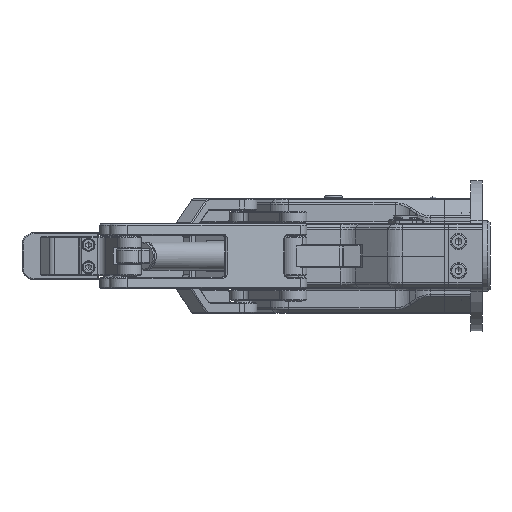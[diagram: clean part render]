
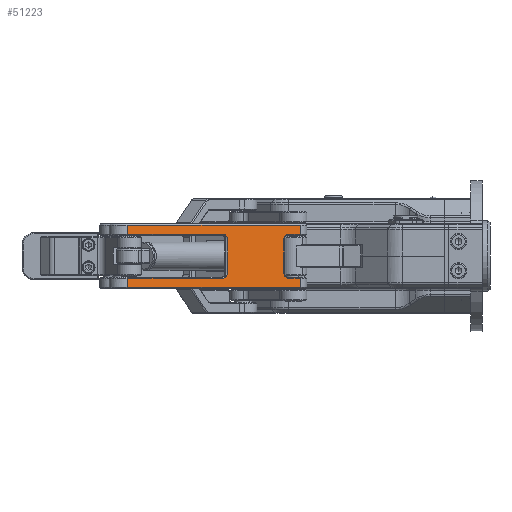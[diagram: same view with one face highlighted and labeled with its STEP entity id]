
A CAD part, left-side view. The second image highlights one B-rep face of the part: STEP entity #51223.
In plain terms, the highlighted face is planar.
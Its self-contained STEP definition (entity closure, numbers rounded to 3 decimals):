
#464 = DIRECTION ( 'NONE',  ( 0., 1., 0. ) ) ;
#1096 = LINE ( 'NONE', #86289, #73704 ) ;
#1405 = DIRECTION ( 'NONE',  ( -1., 0., 0. ) ) ;
#1562 = CARTESIAN_POINT ( 'NONE',  ( -6., 37.5, 28.6 ) ) ;
#1995 = AXIS2_PLACEMENT_3D ( 'NONE', #23277, #80037, #59551 ) ;
#2533 = LINE ( 'NONE', #65788, #84911 ) ;
#3625 = VECTOR ( 'NONE', #16925, 1000. ) ;
#4714 = CARTESIAN_POINT ( 'NONE',  ( -6., 88.899, 4.5 ) ) ;
#5447 = ORIENTED_EDGE ( 'NONE', *, *, #77179, .F. ) ;
#5618 = VERTEX_POINT ( 'NONE', #34605 ) ;
#6533 = CARTESIAN_POINT ( 'NONE',  ( -6., 0., 28.1 ) ) ;
#7186 = ORIENTED_EDGE ( 'NONE', *, *, #10036, .F. ) ;
#7209 = CARTESIAN_POINT ( 'NONE',  ( -6., 88.899, 4.5 ) ) ;
#8596 = DIRECTION ( 'NONE',  ( 0., -1., 0. ) ) ;
#9579 = CARTESIAN_POINT ( 'NONE',  ( -6., 0., 4.5 ) ) ;
#10036 = EDGE_CURVE ( 'NONE', #21741, #21246, #61333, .T. ) ;
#11742 = CARTESIAN_POINT ( 'NONE',  ( -6., 6., 4.5 ) ) ;
#13119 = VECTOR ( 'NONE', #61764, 1000. ) ;
#13159 = EDGE_CURVE ( 'NONE', #5618, #33345, #64190, .T. ) ;
#13209 = EDGE_CURVE ( 'NONE', #77531, #20115, #64319, .T. ) ;
#16066 = DIRECTION ( 'NONE',  ( 0., 0., -1. ) ) ;
#16820 = FACE_OUTER_BOUND ( 'NONE', #86686, .T. ) ;
#16925 = DIRECTION ( 'NONE',  ( 0., 0., -1. ) ) ;
#20115 = VERTEX_POINT ( 'NONE', #71482 ) ;
#20362 = CARTESIAN_POINT ( 'NONE',  ( -6., 0., 28.6 ) ) ;
#21246 = VERTEX_POINT ( 'NONE', #75784 ) ;
#21741 = VERTEX_POINT ( 'NONE', #89036 ) ;
#22919 = ORIENTED_EDGE ( 'NONE', *, *, #71902, .F. ) ;
#23277 = CARTESIAN_POINT ( 'NONE',  ( -6., 40., 7. ) ) ;
#23442 = LINE ( 'NONE', #1562, #46448 ) ;
#24661 = CARTESIAN_POINT ( 'NONE',  ( -6., 40., 24.1 ) ) ;
#24956 = CARTESIAN_POINT ( 'NONE',  ( -6., 88.899, 24.1 ) ) ;
#25786 = EDGE_CURVE ( 'NONE', #21246, #77475, #1096, .T. ) ;
#26873 = CARTESIAN_POINT ( 'NONE',  ( -6., 8.5, 7. ) ) ;
#28578 = ORIENTED_EDGE ( 'NONE', *, *, #13209, .F. ) ;
#28642 = VECTOR ( 'NONE', #87160, 1000. ) ;
#29825 = LINE ( 'NONE', #71691, #61926 ) ;
#31301 = CARTESIAN_POINT ( 'NONE',  ( -6., 37.5, 21.6 ) ) ;
#31318 = ORIENTED_EDGE ( 'NONE', *, *, #66852, .F. ) ;
#31547 = ORIENTED_EDGE ( 'NONE', *, *, #54176, .F. ) ;
#32349 = CARTESIAN_POINT ( 'NONE',  ( -6., 6., 7. ) ) ;
#32420 = CARTESIAN_POINT ( 'NONE',  ( -6., 88.899, 28.6 ) ) ;
#33345 = VERTEX_POINT ( 'NONE', #58943 ) ;
#34120 = AXIS2_PLACEMENT_3D ( 'NONE', #32349, #60702, #87298 ) ;
#34367 = EDGE_CURVE ( 'NONE', #63106, #62643, #29825, .T. ) ;
#34605 = CARTESIAN_POINT ( 'NONE',  ( -6., 0., 0.5 ) ) ;
#34777 = LINE ( 'NONE', #20362, #13119 ) ;
#36424 = LINE ( 'NONE', #59659, #28642 ) ;
#36601 = VERTEX_POINT ( 'NONE', #31301 ) ;
#36922 = VERTEX_POINT ( 'NONE', #86684 ) ;
#36991 = EDGE_CURVE ( 'NONE', #49557, #36922, #80013, .T. ) ;
#37251 = CARTESIAN_POINT ( 'NONE',  ( -6., 40., 21.6 ) ) ;
#40443 = CARTESIAN_POINT ( 'NONE',  ( -6., 6., 24.1 ) ) ;
#42024 = ORIENTED_EDGE ( 'NONE', *, *, #36991, .F. ) ;
#42271 = VECTOR ( 'NONE', #8596, 1000. ) ;
#42451 = ORIENTED_EDGE ( 'NONE', *, *, #61908, .F. ) ;
#46448 = VECTOR ( 'NONE', #51386, 1000. ) ;
#49557 = VERTEX_POINT ( 'NONE', #40443 ) ;
#50685 = VERTEX_POINT ( 'NONE', #88090 ) ;
#50747 = DIRECTION ( 'NONE',  ( 0., 0., 1. ) ) ;
#50990 = AXIS2_PLACEMENT_3D ( 'NONE', #57272, #58185, #87071 ) ;
#51223 = ADVANCED_FACE ( 'NONE', ( #16820 ), #78655, .F. ) ;
#51259 = DIRECTION ( 'NONE',  ( 0., -1., 0. ) ) ;
#51309 = ORIENTED_EDGE ( 'NONE', *, *, #59452, .F. ) ;
#51386 = DIRECTION ( 'NONE',  ( 0., 0., 1. ) ) ;
#52409 = AXIS2_PLACEMENT_3D ( 'NONE', #37251, #1405, #50747 ) ;
#54176 = EDGE_CURVE ( 'NONE', #20115, #36601, #23442, .T. ) ;
#54398 = DIRECTION ( 'NONE',  ( 0., 0., 1. ) ) ;
#56351 = CIRCLE ( 'NONE', #34120, 2.5 ) ;
#56805 = CIRCLE ( 'NONE', #52409, 2.5 ) ;
#57272 = CARTESIAN_POINT ( 'NONE',  ( -6., 88.899, 28.6 ) ) ;
#58185 = DIRECTION ( 'NONE',  ( 1., 0., 0. ) ) ;
#58610 = ORIENTED_EDGE ( 'NONE', *, *, #25786, .F. ) ;
#58776 = CARTESIAN_POINT ( 'NONE',  ( -6., 0., 28.6 ) ) ;
#58943 = CARTESIAN_POINT ( 'NONE',  ( -6., 88.899, 0.5 ) ) ;
#59452 = EDGE_CURVE ( 'NONE', #77357, #77531, #79802, .T. ) ;
#59487 = ORIENTED_EDGE ( 'NONE', *, *, #34367, .F. ) ;
#59551 = DIRECTION ( 'NONE',  ( 0., 0., 1. ) ) ;
#59659 = CARTESIAN_POINT ( 'NONE',  ( -6., 88.899, 24.1 ) ) ;
#60702 = DIRECTION ( 'NONE',  ( -1., 0., 0. ) ) ;
#60776 = DIRECTION ( 'NONE',  ( 0., 0., 1. ) ) ;
#61333 = LINE ( 'NONE', #89304, #68551 ) ;
#61461 = DIRECTION ( 'NONE',  ( 0., -1., 0. ) ) ;
#61764 = DIRECTION ( 'NONE',  ( 0., 0., -1. ) ) ;
#61908 = EDGE_CURVE ( 'NONE', #62643, #5618, #81094, .T. ) ;
#61926 = VECTOR ( 'NONE', #51259, 1000. ) ;
#62110 = AXIS2_PLACEMENT_3D ( 'NONE', #81517, #82888, #61461 ) ;
#62643 = VERTEX_POINT ( 'NONE', #9579 ) ;
#63106 = VERTEX_POINT ( 'NONE', #11742 ) ;
#64190 = LINE ( 'NONE', #69816, #71776 ) ;
#64319 = CIRCLE ( 'NONE', #1995, 2.5 ) ;
#64927 = ORIENTED_EDGE ( 'NONE', *, *, #79136, .F. ) ;
#65788 = CARTESIAN_POINT ( 'NONE',  ( -6., 8.5, 28.6 ) ) ;
#66852 = EDGE_CURVE ( 'NONE', #33345, #77357, #75206, .T. ) ;
#68551 = VECTOR ( 'NONE', #54398, 1000. ) ;
#69816 = CARTESIAN_POINT ( 'NONE',  ( -6., 88.899, 0.5 ) ) ;
#70043 = EDGE_CURVE ( 'NONE', #77475, #50685, #34777, .T. ) ;
#71482 = CARTESIAN_POINT ( 'NONE',  ( -6., 37.5, 7. ) ) ;
#71691 = CARTESIAN_POINT ( 'NONE',  ( -6., 88.899, 4.5 ) ) ;
#71776 = VECTOR ( 'NONE', #464, 1000. ) ;
#71836 = VERTEX_POINT ( 'NONE', #24661 ) ;
#71902 = EDGE_CURVE ( 'NONE', #83776, #63106, #56351, .T. ) ;
#73390 = ORIENTED_EDGE ( 'NONE', *, *, #13159, .F. ) ;
#73704 = VECTOR ( 'NONE', #80227, 1000. ) ;
#73826 = VECTOR ( 'NONE', #60776, 1000. ) ;
#75206 = LINE ( 'NONE', #32420, #73826 ) ;
#75784 = CARTESIAN_POINT ( 'NONE',  ( -6., 88.899, 28.1 ) ) ;
#75888 = EDGE_CURVE ( 'NONE', #36922, #83776, #2533, .T. ) ;
#77179 = EDGE_CURVE ( 'NONE', #50685, #49557, #88742, .T. ) ;
#77357 = VERTEX_POINT ( 'NONE', #4714 ) ;
#77475 = VERTEX_POINT ( 'NONE', #6533 ) ;
#77531 = VERTEX_POINT ( 'NONE', #90347 ) ;
#78655 = PLANE ( 'NONE',  #50990 ) ;
#79136 = EDGE_CURVE ( 'NONE', #71836, #21741, #36424, .T. ) ;
#79802 = LINE ( 'NONE', #7209, #42271 ) ;
#80013 = CIRCLE ( 'NONE', #62110, 2.5 ) ;
#80037 = DIRECTION ( 'NONE',  ( -1., 0., 0. ) ) ;
#80227 = DIRECTION ( 'NONE',  ( 0., -1., 0. ) ) ;
#81069 = EDGE_CURVE ( 'NONE', #36601, #71836, #56805, .T. ) ;
#81094 = LINE ( 'NONE', #58776, #3625 ) ;
#81517 = CARTESIAN_POINT ( 'NONE',  ( -6., 6., 21.6 ) ) ;
#81597 = ORIENTED_EDGE ( 'NONE', *, *, #70043, .F. ) ;
#82888 = DIRECTION ( 'NONE',  ( -1., 0., 0. ) ) ;
#83776 = VERTEX_POINT ( 'NONE', #26873 ) ;
#84911 = VECTOR ( 'NONE', #16066, 1000. ) ;
#86289 = CARTESIAN_POINT ( 'NONE',  ( -6., 88.899, 28.1 ) ) ;
#86684 = CARTESIAN_POINT ( 'NONE',  ( -6., 8.5, 21.6 ) ) ;
#86686 = EDGE_LOOP ( 'NONE', ( #58610, #7186, #64927, #90332, #31547, #28578, #51309, #31318, #73390, #42451, #59487, #22919, #90913, #42024, #5447, #81597 ) ) ;
#87071 = DIRECTION ( 'NONE',  ( 0., 1., 0. ) ) ;
#87160 = DIRECTION ( 'NONE',  ( 0., 1., 0. ) ) ;
#87298 = DIRECTION ( 'NONE',  ( 0., -1., 0. ) ) ;
#88090 = CARTESIAN_POINT ( 'NONE',  ( -6., 0., 24.1 ) ) ;
#88742 = LINE ( 'NONE', #24956, #90962 ) ;
#89036 = CARTESIAN_POINT ( 'NONE',  ( -6., 88.899, 24.1 ) ) ;
#89192 = DIRECTION ( 'NONE',  ( 0., 1., 0. ) ) ;
#89304 = CARTESIAN_POINT ( 'NONE',  ( -6., 88.899, 28.6 ) ) ;
#90332 = ORIENTED_EDGE ( 'NONE', *, *, #81069, .F. ) ;
#90347 = CARTESIAN_POINT ( 'NONE',  ( -6., 40., 4.5 ) ) ;
#90913 = ORIENTED_EDGE ( 'NONE', *, *, #75888, .F. ) ;
#90962 = VECTOR ( 'NONE', #89192, 1000. ) ;
